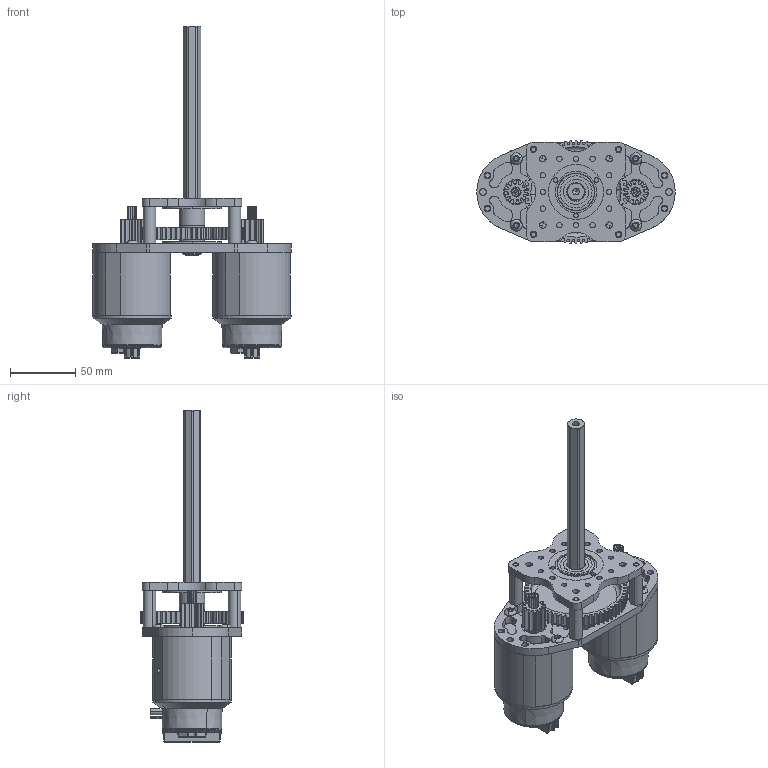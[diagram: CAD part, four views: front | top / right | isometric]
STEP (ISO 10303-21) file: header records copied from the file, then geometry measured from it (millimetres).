
FILE_DESCRIPTION (( 'STEP AP214' ), '1' );
FILE_NAME ('WCP-0557 Rev1 - WCP Single Stage Gearbox.STEP', '2022-12-21T19:51:08', ( '' ), ( '' ), 'SwSTEP 2.0', 'SolidWorks 2020', '' );
FILE_SCHEMA (( 'AUTOMOTIVE_DESIGN' ));
Length unit declared in the file: inch
Products named in the file (15): 217-6515_Falcon_500_Default<As Machined>; 10-32 BHCS - No Thread_WCP-0253 - 0.500; WCP-0226 Rev1; WCP-0557 Rev1 - WCP Single Stage Gearbox; WCP-0557-004 Rev1; WCP-0832 Rev1; WCP-0187 Rev1; WCP-0557-002 Rev1; WCP-0229 Rev1; 217-6919_Falcon_12T; WCP-0781_0_500_flanged_bearing; 10-32 BHCS - No Thread_WCP-0257 - 1.500; WCP-0785_0_500_flanged_thunderhex_bearing; WCP-0557-001 Rev1; WCP-0790_500L_500_hex
Assembly tree (26 placements, depth 2):
  WCP-0557 Rev1 - WCP Single Stage Gearbox
    WCP-0557-001 Rev1
    WCP-0557-002 Rev1
    217-6515_Falcon_500_Default<As Machined>  x2
    217-6919_Falcon_12T  x2
    WCP-0226 Rev1  x4
    WCP-0557-004 Rev1  x2
    WCP-0781_0_500_flanged_bearing
    WCP-0790_500L_500_hex
    10-32 BHCS - No Thread_WCP-0257 - 1.500  x4
    10-32 BHCS - No Thread_WCP-0253 - 0.500  x4
    WCP-0832 Rev1
    WCP-0785_0_500_flanged_thunderhex_bearing
    WCP-0229 Rev1
    WCP-0187 Rev1
Bounding box: 151.92 x 78.74 x 254.05 mm (x, y, z)
Volume: 506676.9 mm3; surface area: 147045.7 mm2
Topology: 38 solids, 38 shells, 1985 faces, 4730 edges, 2838 vertices
Faces by surface type: cylinder 754, bspline 404, plane 358, sphere 184, cone 173, torus 112
Entity records: 68577 total; most frequent: CARTESIAN_POINT 38473, ORIENTED_EDGE 5890, DIRECTION 5843, EDGE_CURVE 2945, AXIS2_PLACEMENT_3D 2417, VERTEX_POINT 1833, CIRCLE 1423, EDGE_LOOP 1378
